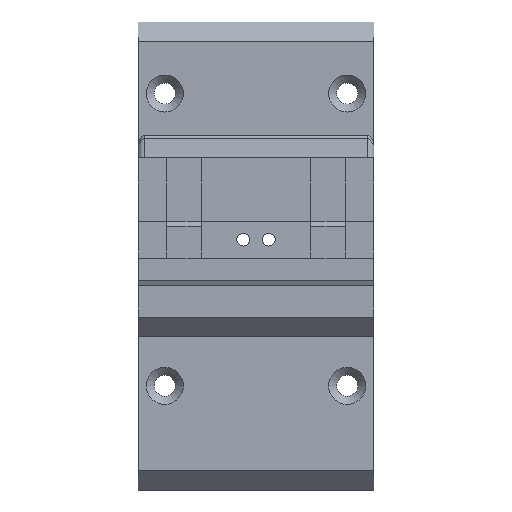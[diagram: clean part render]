
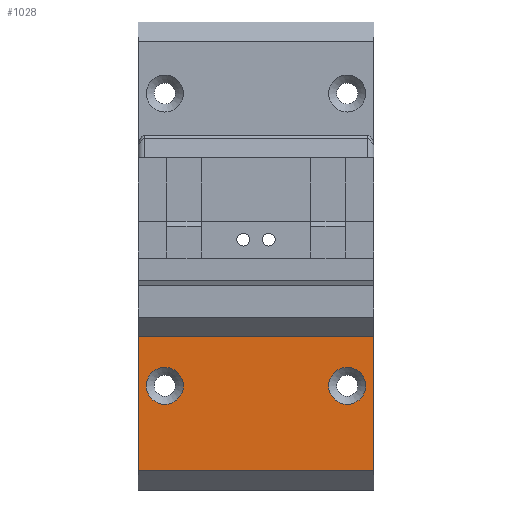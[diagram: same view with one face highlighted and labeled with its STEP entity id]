
A CAD part, front view. The second image highlights one B-rep face of the part: STEP entity #1028.
In plain terms, the highlighted planar face has unit normal (0, -1, 0).
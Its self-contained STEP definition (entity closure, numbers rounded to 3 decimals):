
#230 = VERTEX_POINT('',#231);
#231 = CARTESIAN_POINT('',(-18.5,-41.,20.985));
#237 = EDGE_CURVE('',#230,#238,#240,.T.);
#238 = VERTEX_POINT('',#239);
#239 = CARTESIAN_POINT('',(-18.5,-41.,-0.117));
#240 = LINE('',#241,#242);
#241 = CARTESIAN_POINT('',(-18.5,-41.,20.985));
#242 = VECTOR('',#243,1.);
#243 = DIRECTION('',(0.,0.,-1.));
#390 = VERTEX_POINT('',#391);
#391 = CARTESIAN_POINT('',(18.5,-41.,20.985));
#397 = EDGE_CURVE('',#390,#398,#400,.T.);
#398 = VERTEX_POINT('',#399);
#399 = CARTESIAN_POINT('',(18.5,-41.,-0.117));
#400 = LINE('',#401,#402);
#401 = CARTESIAN_POINT('',(18.5,-41.,20.985));
#402 = VECTOR('',#403,1.);
#403 = DIRECTION('',(0.,0.,-1.));
#1000 = EDGE_CURVE('',#238,#398,#1001,.T.);
#1001 = LINE('',#1002,#1003);
#1002 = CARTESIAN_POINT('',(-18.5,-41.,-0.117));
#1003 = VECTOR('',#1004,1.);
#1004 = DIRECTION('',(1.,0.,0.));
#1028 = ADVANCED_FACE('',(#1029,#1040,#1051),#1062,.F.);
#1029 = FACE_BOUND('',#1030,.F.);
#1030 = EDGE_LOOP('',(#1031));
#1031 = ORIENTED_EDGE('',*,*,#1032,.F.);
#1032 = EDGE_CURVE('',#1033,#1033,#1035,.T.);
#1033 = VERTEX_POINT('',#1034);
#1034 = CARTESIAN_POINT('',(-11.405,-41.,13.22));
#1035 = CIRCLE('',#1036,2.9);
#1036 = AXIS2_PLACEMENT_3D('',#1037,#1038,#1039);
#1037 = CARTESIAN_POINT('',(-14.305,-41.,13.22));
#1038 = DIRECTION('',(0.,1.,0.));
#1039 = DIRECTION('',(1.,0.,0.));
#1040 = FACE_BOUND('',#1041,.F.);
#1041 = EDGE_LOOP('',(#1042,#1048,#1049,#1050));
#1042 = ORIENTED_EDGE('',*,*,#1043,.T.);
#1043 = EDGE_CURVE('',#230,#390,#1044,.T.);
#1044 = LINE('',#1045,#1046);
#1045 = CARTESIAN_POINT('',(-18.5,-41.,20.985));
#1046 = VECTOR('',#1047,1.);
#1047 = DIRECTION('',(1.,0.,0.));
#1048 = ORIENTED_EDGE('',*,*,#397,.T.);
#1049 = ORIENTED_EDGE('',*,*,#1000,.F.);
#1050 = ORIENTED_EDGE('',*,*,#237,.F.);
#1051 = FACE_BOUND('',#1052,.F.);
#1052 = EDGE_LOOP('',(#1053));
#1053 = ORIENTED_EDGE('',*,*,#1054,.F.);
#1054 = EDGE_CURVE('',#1055,#1055,#1057,.T.);
#1055 = VERTEX_POINT('',#1056);
#1056 = CARTESIAN_POINT('',(17.205,-41.,13.22));
#1057 = CIRCLE('',#1058,2.9);
#1058 = AXIS2_PLACEMENT_3D('',#1059,#1060,#1061);
#1059 = CARTESIAN_POINT('',(14.305,-41.,13.22));
#1060 = DIRECTION('',(0.,1.,0.));
#1061 = DIRECTION('',(1.,0.,0.));
#1062 = PLANE('',#1063);
#1063 = AXIS2_PLACEMENT_3D('',#1064,#1065,#1066);
#1064 = CARTESIAN_POINT('',(-18.5,-41.,20.985));
#1065 = DIRECTION('',(0.,1.,0.));
#1066 = DIRECTION('',(0.,0.,-1.));
